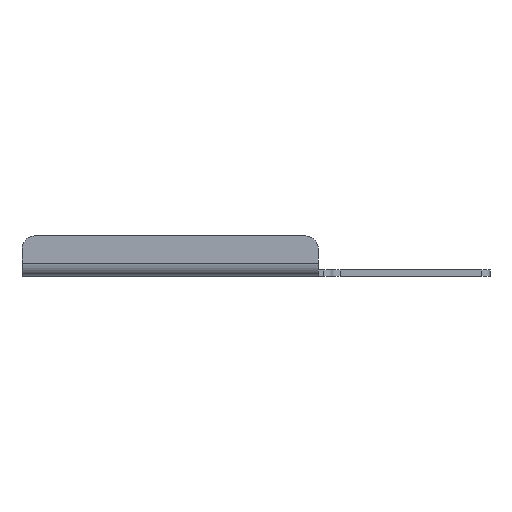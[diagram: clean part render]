
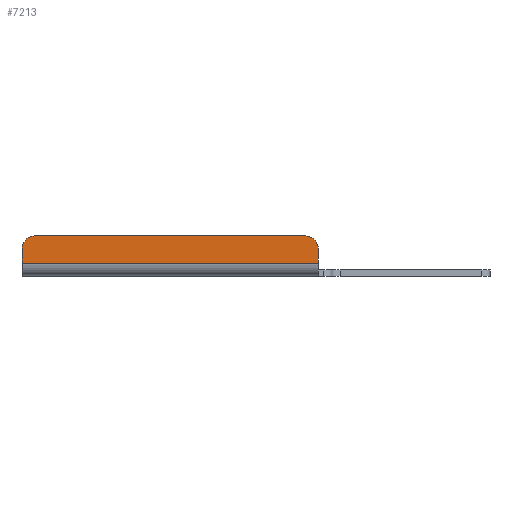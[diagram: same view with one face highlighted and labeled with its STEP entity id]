
A CAD part, left-side view. The second image highlights one B-rep face of the part: STEP entity #7213.
In plain terms, the highlighted planar face has unit normal (-1, 0, 0).
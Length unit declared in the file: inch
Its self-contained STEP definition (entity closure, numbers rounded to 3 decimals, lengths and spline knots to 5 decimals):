
#1279=DIRECTION('',(0.,0.,1.));
#1280=VECTOR('',#1279,0.16339);
#1281=CARTESIAN_POINT('',(-1.87008,0.15748,
0.15157));
#1282=LINE('',#1281,#1280);
#1301=DIRECTION('',(0.,-1.,0.));
#1302=VECTOR('',#1301,3.14961);
#1303=CARTESIAN_POINT('',(-1.87008,3.46457,
0.47244));
#1304=LINE('',#1303,#1302);
#1313=CARTESIAN_POINT('',(-1.87008,0.31496,
0.31496));
#1314=DIRECTION('',(-1.,0.,0.));
#1315=DIRECTION('',(0.,-1.,0.));
#1316=AXIS2_PLACEMENT_3D('',#1313,#1314,#1315);
#1318=DIRECTION('',(0.,0.,1.));
#1319=VECTOR('',#1318,0.16339);
#1320=CARTESIAN_POINT('',(-1.87008,3.62205,
0.15157));
#1321=LINE('',#1320,#1319);
#1322=CARTESIAN_POINT('',(-1.87008,3.46457,
0.31496));
#1323=DIRECTION('',(-1.,0.,0.));
#1324=DIRECTION('',(0.,0.,1.));
#1325=AXIS2_PLACEMENT_3D('',#1322,#1323,#1324);
#1336=DIRECTION('',(0.,1.,0.));
#1337=VECTOR('',#1336,3.46457);
#1338=CARTESIAN_POINT('',(-1.87008,0.15748,
0.15157));
#1339=LINE('',#1338,#1337);
#4881=CARTESIAN_POINT('',(-1.87008,3.62205,
0.15157));
#4882=VERTEX_POINT('',#4881);
#4883=CARTESIAN_POINT('',(-1.87008,0.15748,
0.15157));
#4884=VERTEX_POINT('',#4883);
#4977=CARTESIAN_POINT('',(-1.87008,0.15748,
0.31496));
#4978=VERTEX_POINT('',#4977);
#4979=CARTESIAN_POINT('',(-1.87008,0.31496,
0.47244));
#4980=VERTEX_POINT('',#4979);
#4981=CARTESIAN_POINT('',(-1.87008,3.46457,
0.47244));
#4982=CARTESIAN_POINT('',(-1.87008,3.62205,
0.31496));
#4983=VERTEX_POINT('',#4981);
#4984=VERTEX_POINT('',#4982);
#7197=CARTESIAN_POINT('',(-1.87008,3.62205,0.));
#7198=DIRECTION('',(-1.,0.,0.));
#7199=DIRECTION('',(0.,-1.,0.));
#7200=AXIS2_PLACEMENT_3D('',#7197,#7198,#7199);
#7201=PLANE('',#7200);
#7202=ORIENTED_EDGE('',*,*,#7158,.F.);
#7203=ORIENTED_EDGE('',*,*,#7145,.F.);
#7205=ORIENTED_EDGE('',*,*,#7204,.T.);
#7207=ORIENTED_EDGE('',*,*,#7206,.T.);
#7209=ORIENTED_EDGE('',*,*,#7208,.F.);
#7210=ORIENTED_EDGE('',*,*,#7189,.T.);
#7211=EDGE_LOOP('',(#7202,#7203,#7205,#7207,#7209,#7210));
#7212=FACE_OUTER_BOUND('',#7211,.F.);
#7213=ADVANCED_FACE('',(#7212),#7201,.T.);
#1317=CIRCLE('',#1316,0.15748);
#1326=CIRCLE('',#1325,0.15748);
#7145=EDGE_CURVE('',#4884,#4978,#1282,.T.);
#7158=EDGE_CURVE('',#4978,#4980,#1317,.T.);
#7189=EDGE_CURVE('',#4983,#4980,#1304,.T.);
#7204=EDGE_CURVE('',#4884,#4882,#1339,.T.);
#7206=EDGE_CURVE('',#4882,#4984,#1321,.T.);
#7208=EDGE_CURVE('',#4983,#4984,#1326,.T.);
